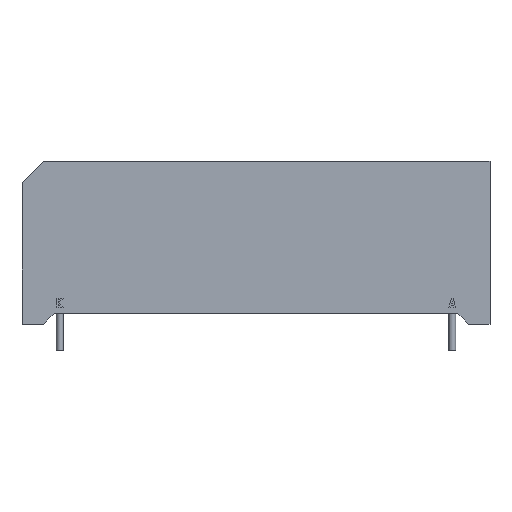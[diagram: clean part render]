
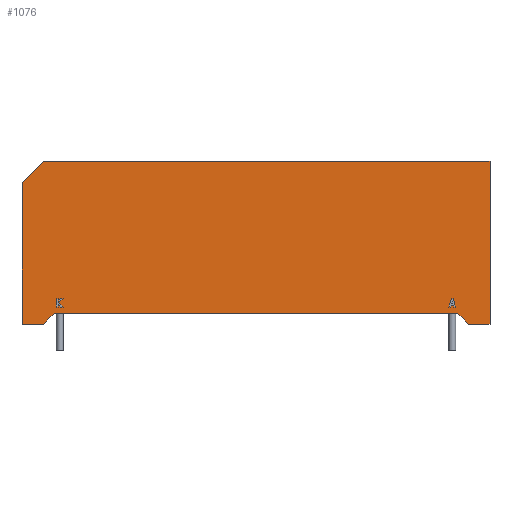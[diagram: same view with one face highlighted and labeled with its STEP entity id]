
A CAD part, front view. The second image highlights one B-rep face of the part: STEP entity #1076.
In plain terms, the highlighted planar face has unit normal (0, -1, 0).
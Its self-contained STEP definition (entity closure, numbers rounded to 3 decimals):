
#350=CARTESIAN_POINT('',(22.725,-3.75,2.2));
#351=VERTEX_POINT('',#350);
#352=CARTESIAN_POINT('',(22.667,-3.75,2.0));
#353=VERTEX_POINT('',#352);
#354=CARTESIAN_POINT('',(22.725,-3.75,2.2));
#355=DIRECTION('',(-0.28,0.0,-0.96));
#356=VECTOR('',#355,0.208);
#357=LINE('',#354,#356);
#358=EDGE_CURVE('',#351,#353,#357,.T.);
#390=CARTESIAN_POINT('',(22.459,-3.75,2.0));
#391=VERTEX_POINT('',#390);
#392=CARTESIAN_POINT('',(22.667,-3.75,2.0));
#393=DIRECTION('',(-1.0,0.0,0.0));
#394=VECTOR('',#393,0.208);
#395=LINE('',#392,#394);
#396=EDGE_CURVE('',#353,#391,#395,.T.);
#421=CARTESIAN_POINT('',(22.75,-3.75,3.));
#422=VERTEX_POINT('',#421);
#423=CARTESIAN_POINT('',(22.459,-3.75,2.));
#424=DIRECTION('',(0.28,0.0,0.96));
#425=VECTOR('',#424,1.042);
#426=LINE('',#423,#425);
#427=EDGE_CURVE('',#391,#422,#426,.T.);
#452=CARTESIAN_POINT('',(22.95,-3.75,3.));
#453=VERTEX_POINT('',#452);
#454=CARTESIAN_POINT('',(22.75,-3.75,3.));
#455=DIRECTION('',(1.0,0.0,0.0));
#456=VECTOR('',#455,0.2);
#457=LINE('',#454,#456);
#458=EDGE_CURVE('',#422,#453,#457,.T.);
#483=CARTESIAN_POINT('',(23.241,-3.75,2.));
#484=VERTEX_POINT('',#483);
#485=CARTESIAN_POINT('',(22.95,-3.75,3.));
#486=DIRECTION('',(0.28,0.0,-0.96));
#487=VECTOR('',#486,1.042);
#488=LINE('',#485,#487);
#489=EDGE_CURVE('',#453,#484,#488,.T.);
#514=CARTESIAN_POINT('',(23.033,-3.75,2.));
#515=VERTEX_POINT('',#514);
#516=CARTESIAN_POINT('',(23.241,-3.75,2.0));
#517=DIRECTION('',(-1.0,0.0,0.0));
#518=VECTOR('',#517,0.208);
#519=LINE('',#516,#518);
#520=EDGE_CURVE('',#484,#515,#519,.T.);
#545=CARTESIAN_POINT('',(22.975,-3.75,2.2));
#546=VERTEX_POINT('',#545);
#547=CARTESIAN_POINT('',(23.033,-3.75,2.));
#548=DIRECTION('',(-0.28,0.0,0.96));
#549=VECTOR('',#548,0.208);
#550=LINE('',#547,#549);
#551=EDGE_CURVE('',#515,#546,#550,.T.);
#576=CARTESIAN_POINT('',(22.975,-3.75,2.2));
#577=DIRECTION('',(-1.0,0.0,0.0));
#578=VECTOR('',#577,0.25);
#579=LINE('',#576,#578);
#580=EDGE_CURVE('',#546,#351,#579,.T.);
#619=CARTESIAN_POINT('',(-23.041,-3.75,3.));
#620=VERTEX_POINT('',#619);
#621=CARTESIAN_POINT('',(-23.041,-3.75,2.7));
#622=VERTEX_POINT('',#621);
#623=CARTESIAN_POINT('',(-23.041,-3.75,3.));
#624=DIRECTION('',(0.0,0.0,-1.0));
#625=VECTOR('',#624,0.3);
#626=LINE('',#623,#625);
#627=EDGE_CURVE('',#620,#622,#626,.T.);
#659=CARTESIAN_POINT('',(-22.741,-3.75,3.));
#660=VERTEX_POINT('',#659);
#661=CARTESIAN_POINT('',(-23.041,-3.75,2.7));
#662=DIRECTION('',(0.707,0.0,0.707));
#663=VECTOR('',#662,0.424);
#664=LINE('',#661,#663);
#665=EDGE_CURVE('',#622,#660,#664,.T.);
#690=CARTESIAN_POINT('',(-22.459,-3.75,3.));
#691=VERTEX_POINT('',#690);
#692=CARTESIAN_POINT('',(-22.741,-3.75,3.0));
#693=DIRECTION('',(1.0,0.0,0.0));
#694=VECTOR('',#693,0.283);
#695=LINE('',#692,#694);
#696=EDGE_CURVE('',#660,#691,#695,.T.);
#721=CARTESIAN_POINT('',(-22.959,-3.75,2.5));
#722=VERTEX_POINT('',#721);
#723=CARTESIAN_POINT('',(-22.459,-3.75,3.));
#724=DIRECTION('',(-0.707,0.0,-0.707));
#725=VECTOR('',#724,0.707);
#726=LINE('',#723,#725);
#727=EDGE_CURVE('',#691,#722,#726,.T.);
#752=CARTESIAN_POINT('',(-22.459,-3.75,2.0));
#753=VERTEX_POINT('',#752);
#754=CARTESIAN_POINT('',(-22.959,-3.75,2.5));
#755=DIRECTION('',(0.707,0.0,-0.707));
#756=VECTOR('',#755,0.707);
#757=LINE('',#754,#756);
#758=EDGE_CURVE('',#722,#753,#757,.T.);
#783=CARTESIAN_POINT('',(-22.741,-3.75,2.0));
#784=VERTEX_POINT('',#783);
#785=CARTESIAN_POINT('',(-22.459,-3.75,2.0));
#786=DIRECTION('',(-1.0,0.0,0.0));
#787=VECTOR('',#786,0.283);
#788=LINE('',#785,#787);
#789=EDGE_CURVE('',#753,#784,#788,.T.);
#814=CARTESIAN_POINT('',(-23.041,-3.75,2.3));
#815=VERTEX_POINT('',#814);
#816=CARTESIAN_POINT('',(-22.741,-3.75,2.));
#817=DIRECTION('',(-0.707,0.0,0.707));
#818=VECTOR('',#817,0.424);
#819=LINE('',#816,#818);
#820=EDGE_CURVE('',#784,#815,#819,.T.);
#845=CARTESIAN_POINT('',(-23.041,-3.75,2.0));
#846=VERTEX_POINT('',#845);
#847=CARTESIAN_POINT('',(-23.041,-3.75,2.3));
#848=DIRECTION('',(0.0,0.0,-1.0));
#849=VECTOR('',#848,0.3);
#850=LINE('',#847,#849);
#851=EDGE_CURVE('',#815,#846,#850,.T.);
#876=CARTESIAN_POINT('',(-23.241,-3.75,2.0));
#877=VERTEX_POINT('',#876);
#878=CARTESIAN_POINT('',(-23.041,-3.75,2.0));
#879=DIRECTION('',(-1.0,0.0,0.0));
#880=VECTOR('',#879,0.2);
#881=LINE('',#878,#880);
#882=EDGE_CURVE('',#846,#877,#881,.T.);
#907=CARTESIAN_POINT('',(-23.241,-3.75,3.));
#908=VERTEX_POINT('',#907);
#909=CARTESIAN_POINT('',(-23.241,-3.75,2.0));
#910=DIRECTION('',(0.0,0.0,1.0));
#911=VECTOR('',#910,1.);
#912=LINE('',#909,#911);
#913=EDGE_CURVE('',#877,#908,#912,.T.);
#938=CARTESIAN_POINT('',(-23.241,-3.75,3.0));
#939=DIRECTION('',(1.0,0.0,0.0));
#940=VECTOR('',#939,0.2);
#941=LINE('',#938,#940);
#942=EDGE_CURVE('',#908,#620,#941,.T.);
#974=CARTESIAN_POINT('',(0.281,-3.75,9.745));
#975=DIRECTION('',(0.0,-1.0,0.0));
#976=DIRECTION('',(1.0,0.0,0.0));
#977=AXIS2_PLACEMENT_3D('',#974,#975,#976);
#978=PLANE('',#977);
#979=CARTESIAN_POINT('',(-27.25,-3.75,16.5));
#980=VERTEX_POINT('',#979);
#981=CARTESIAN_POINT('',(-24.75,-3.75,19.));
#982=VERTEX_POINT('',#981);
#983=CARTESIAN_POINT('',(-27.25,-3.75,16.5));
#984=DIRECTION('',(0.707,0.,0.707));
#985=VECTOR('',#984,3.536);
#986=LINE('',#983,#985);
#987=EDGE_CURVE('',#980,#982,#986,.T.);
#988=ORIENTED_EDGE('',*,*,#987,.F.);
#989=CARTESIAN_POINT('',(-27.25,-3.75,0.));
#990=VERTEX_POINT('',#989);
#991=CARTESIAN_POINT('',(-27.25,-3.75,0.));
#992=DIRECTION('',(0.0,0.0,1.0));
#993=VECTOR('',#992,16.5);
#994=LINE('',#991,#993);
#995=EDGE_CURVE('',#990,#980,#994,.T.);
#996=ORIENTED_EDGE('',*,*,#995,.F.);
#997=CARTESIAN_POINT('',(-24.75,-3.75,0.));
#998=VERTEX_POINT('',#997);
#999=CARTESIAN_POINT('',(-24.75,-3.75,0.));
#1000=DIRECTION('',(-1.0,0.0,0.0));
#1001=VECTOR('',#1000,2.5);
#1002=LINE('',#999,#1001);
#1003=EDGE_CURVE('',#998,#990,#1002,.T.);
#1004=ORIENTED_EDGE('',*,*,#1003,.F.);
#1005=CARTESIAN_POINT('',(-23.5,-3.75,1.25));
#1006=VERTEX_POINT('',#1005);
#1007=CARTESIAN_POINT('',(-23.5,-3.75,1.25));
#1008=DIRECTION('',(-0.707,0.,-0.707));
#1009=VECTOR('',#1008,1.768);
#1010=LINE('',#1007,#1009);
#1011=EDGE_CURVE('',#1006,#998,#1010,.T.);
#1012=ORIENTED_EDGE('',*,*,#1011,.F.);
#1013=CARTESIAN_POINT('',(23.5,-3.75,1.25));
#1014=VERTEX_POINT('',#1013);
#1015=CARTESIAN_POINT('',(23.5,-3.75,1.25));
#1016=DIRECTION('',(-1.0,0.0,0.0));
#1017=VECTOR('',#1016,47.);
#1018=LINE('',#1015,#1017);
#1019=EDGE_CURVE('',#1014,#1006,#1018,.T.);
#1020=ORIENTED_EDGE('',*,*,#1019,.F.);
#1021=CARTESIAN_POINT('',(24.75,-3.75,0.));
#1022=VERTEX_POINT('',#1021);
#1023=CARTESIAN_POINT('',(24.75,-3.75,0.));
#1024=DIRECTION('',(-0.707,0.0,0.707));
#1025=VECTOR('',#1024,1.768);
#1026=LINE('',#1023,#1025);
#1027=EDGE_CURVE('',#1022,#1014,#1026,.T.);
#1028=ORIENTED_EDGE('',*,*,#1027,.F.);
#1029=CARTESIAN_POINT('',(27.25,-3.75,0.));
#1030=VERTEX_POINT('',#1029);
#1031=CARTESIAN_POINT('',(27.25,-3.75,0.));
#1032=DIRECTION('',(-1.0,0.0,0.0));
#1033=VECTOR('',#1032,2.5);
#1034=LINE('',#1031,#1033);
#1035=EDGE_CURVE('',#1030,#1022,#1034,.T.);
#1036=ORIENTED_EDGE('',*,*,#1035,.F.);
#1037=CARTESIAN_POINT('',(27.25,-3.75,19.));
#1038=VERTEX_POINT('',#1037);
#1039=CARTESIAN_POINT('',(27.25,-3.75,19.));
#1040=DIRECTION('',(0.0,0.0,-1.0));
#1041=VECTOR('',#1040,19.0);
#1042=LINE('',#1039,#1041);
#1043=EDGE_CURVE('',#1038,#1030,#1042,.T.);
#1044=ORIENTED_EDGE('',*,*,#1043,.F.);
#1045=CARTESIAN_POINT('',(-24.75,-3.75,19.));
#1046=DIRECTION('',(1.0,0.0,0.0));
#1047=VECTOR('',#1046,52.0);
#1048=LINE('',#1045,#1047);
#1049=EDGE_CURVE('',#982,#1038,#1048,.T.);
#1050=ORIENTED_EDGE('',*,*,#1049,.F.);
#1051=EDGE_LOOP('',(#988,#996,#1004,#1012,#1020,#1028,#1036,#1044,#1050));
#1052=FACE_OUTER_BOUND('',#1051,.T.);
#1053=ORIENTED_EDGE('',*,*,#627,.T.);
#1054=ORIENTED_EDGE('',*,*,#665,.T.);
#1055=ORIENTED_EDGE('',*,*,#696,.T.);
#1056=ORIENTED_EDGE('',*,*,#727,.T.);
#1057=ORIENTED_EDGE('',*,*,#758,.T.);
#1058=ORIENTED_EDGE('',*,*,#789,.T.);
#1059=ORIENTED_EDGE('',*,*,#820,.T.);
#1060=ORIENTED_EDGE('',*,*,#851,.T.);
#1061=ORIENTED_EDGE('',*,*,#882,.T.);
#1062=ORIENTED_EDGE('',*,*,#913,.T.);
#1063=ORIENTED_EDGE('',*,*,#942,.T.);
#1064=EDGE_LOOP('',(#1053,#1054,#1055,#1056,#1057,#1058,#1059,#1060,#1061,#1062,#1063));
#1065=FACE_BOUND('',#1064,.T.);
#1066=ORIENTED_EDGE('',*,*,#358,.T.);
#1067=ORIENTED_EDGE('',*,*,#396,.T.);
#1068=ORIENTED_EDGE('',*,*,#427,.T.);
#1069=ORIENTED_EDGE('',*,*,#458,.T.);
#1070=ORIENTED_EDGE('',*,*,#489,.T.);
#1071=ORIENTED_EDGE('',*,*,#520,.T.);
#1072=ORIENTED_EDGE('',*,*,#551,.T.);
#1073=ORIENTED_EDGE('',*,*,#580,.T.);
#1074=EDGE_LOOP('',(#1066,#1067,#1068,#1069,#1070,#1071,#1072,#1073));
#1075=FACE_BOUND('',#1074,.T.);
#1076=ADVANCED_FACE('',(#1052,#1065,#1075),#978,.T.);
